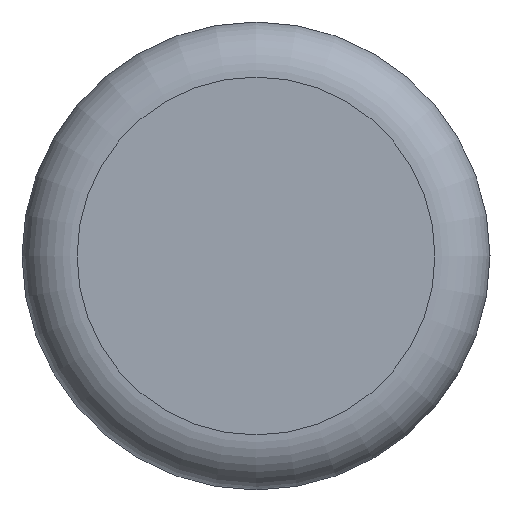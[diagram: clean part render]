
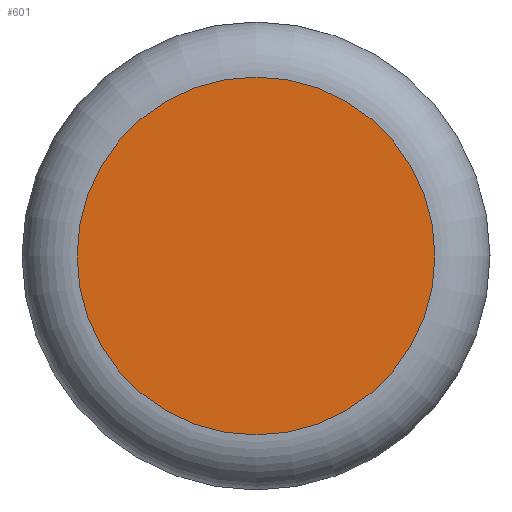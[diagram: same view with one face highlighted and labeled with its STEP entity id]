
A CAD part, left-side view. The second image highlights one B-rep face of the part: STEP entity #601.
In plain terms, the highlighted planar face has unit normal (-1, 0, 0).
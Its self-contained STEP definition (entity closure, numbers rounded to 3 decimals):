
#374=FACE_OUTER_BOUND('',#917,.T.);
#506=PLANE('',#2567);
#601=ADVANCED_FACE('',(#374),#506,.T.);
#917=EDGE_LOOP('',(#1099));
#1099=ORIENTED_EDGE('',*,*,#1999,.T.);
#1749=VERTEX_POINT('',#3492);
#1999=EDGE_CURVE('',#1749,#1749,#2357,.T.);
#2357=CIRCLE('',#2500,13.);
#2500=AXIS2_PLACEMENT_3D('',#3491,#2794,#2795);
#2567=AXIS2_PLACEMENT_3D('',#3591,#2928,#2929);
#2794=DIRECTION('',(-1.,0.,0.));
#2795=DIRECTION('',(0.,0.,1.));
#2928=DIRECTION('',(-1.,0.,0.));
#2929=DIRECTION('',(0.,0.,1.));
#3491=CARTESIAN_POINT('',(0.,0.,0.));
#3492=CARTESIAN_POINT('',(0.,0.,13.));
#3591=CARTESIAN_POINT('',(0.,0.,0.));
